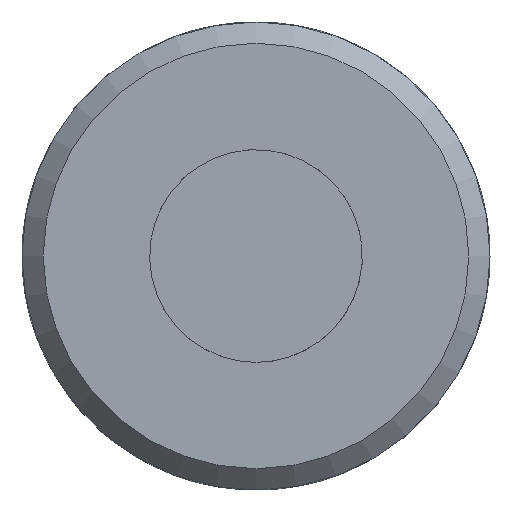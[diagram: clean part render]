
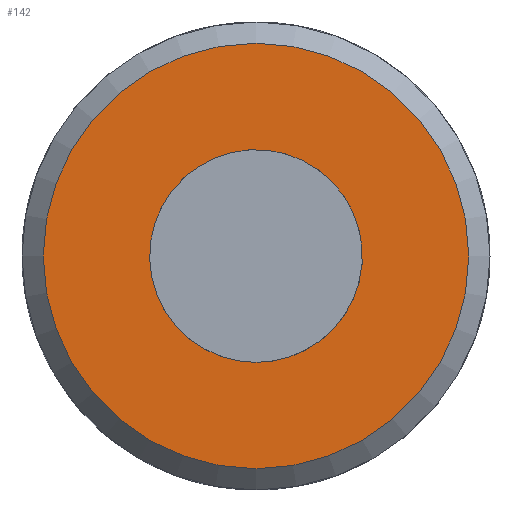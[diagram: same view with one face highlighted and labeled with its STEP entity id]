
A CAD part, left-side view. The second image highlights one B-rep face of the part: STEP entity #142.
In plain terms, the highlighted planar face has unit normal (-1, 0, 0).
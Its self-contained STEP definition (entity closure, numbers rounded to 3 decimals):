
#142 = ADVANCED_FACE( '', ( #278, #279 ), #280, .F. );
#278 = FACE_OUTER_BOUND( '', #424, .T. );
#279 = FACE_BOUND( '', #425, .T. );
#280 = PLANE( '', #426 );
#424 = EDGE_LOOP( '', ( #615 ) );
#425 = EDGE_LOOP( '', ( #616 ) );
#426 = AXIS2_PLACEMENT_3D( '', #617, #618, #619 );
#615 = ORIENTED_EDGE( '', *, *, #832, .F. );
#616 = ORIENTED_EDGE( '', *, *, #791, .T. );
#617 = CARTESIAN_POINT( '', ( 0., 0., 0. ) );
#618 = DIRECTION( '', ( 1., 0., 0. ) );
#619 = DIRECTION( '', ( 0., 0., -1. ) );
#791 = EDGE_CURVE( '', #899, #899, #900, .T. );
#832 = EDGE_CURVE( '', #967, #967, #968, .T. );
#899 = VERTEX_POINT( '', #1088 );
#900 = CIRCLE( '', #1089, 5. );
#967 = VERTEX_POINT( '', #1286 );
#968 = CIRCLE( '', #1287, 10. );
#1088 = CARTESIAN_POINT( '', ( 0., 0., -5. ) );
#1089 = AXIS2_PLACEMENT_3D( '', #1576, #1577, #1578 );
#1286 = CARTESIAN_POINT( '', ( 0., 0., -10. ) );
#1287 = AXIS2_PLACEMENT_3D( '', #1631, #1632, #1633 );
#1576 = CARTESIAN_POINT( '', ( 0., 0., 0. ) );
#1577 = DIRECTION( '', ( 1., 0., 0. ) );
#1578 = DIRECTION( '', ( 0., 0., -1. ) );
#1631 = CARTESIAN_POINT( '', ( 0., 0., 0. ) );
#1632 = DIRECTION( '', ( 1., 0., 0. ) );
#1633 = DIRECTION( '', ( 0., 0., -1. ) );
